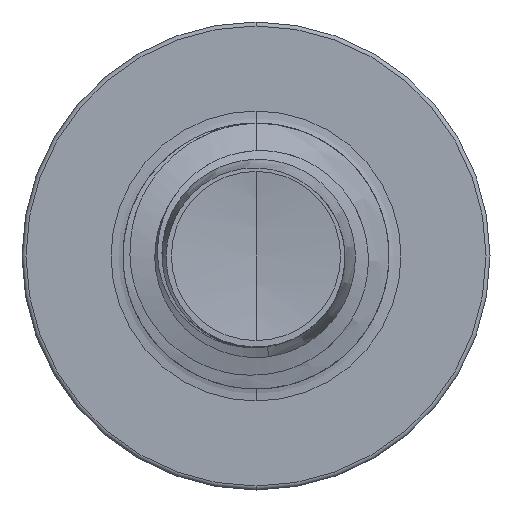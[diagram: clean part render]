
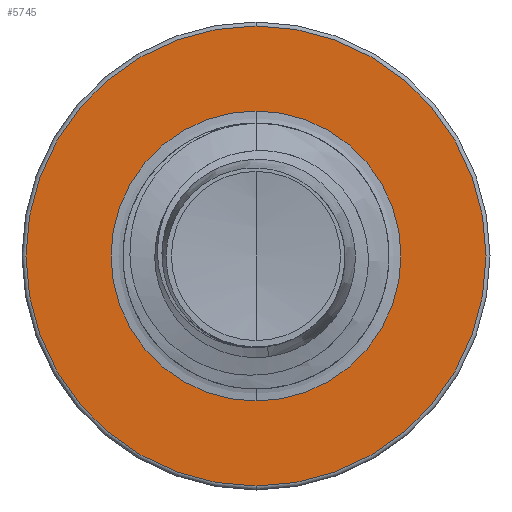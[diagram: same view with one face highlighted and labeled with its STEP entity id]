
A CAD part, front view. The second image highlights one B-rep face of the part: STEP entity #5745.
In plain terms, the highlighted planar face has unit normal (0, -1, 0).
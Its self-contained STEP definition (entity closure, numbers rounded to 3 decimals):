
#487 = AXIS2_PLACEMENT_3D ( 'NONE', #17917, #6300, #19497 ) ;
#3101 = AXIS2_PLACEMENT_3D ( 'NONE', #4079, #17834, #6192 ) ;
#4079 = CARTESIAN_POINT ( 'NONE',  ( 0., 8., 0. ) ) ;
#5592 = VERTEX_POINT ( 'NONE', #19388 ) ;
#5745 = ADVANCED_FACE ( 'NONE', ( #19543, #10377 ), #11616, .F. ) ;
#5854 = ORIENTED_EDGE ( 'NONE', *, *, #6461, .F. ) ;
#5952 = ORIENTED_EDGE ( 'NONE', *, *, #20943, .F. ) ;
#6055 = ORIENTED_EDGE ( 'NONE', *, *, #21875, .T. ) ;
#6192 = DIRECTION ( 'NONE',  ( 0., 0., 1. ) ) ;
#6300 = DIRECTION ( 'NONE',  ( 0., 1., 0. ) ) ;
#6383 = ORIENTED_EDGE ( 'NONE', *, *, #21224, .T. ) ;
#6461 = EDGE_CURVE ( 'NONE', #5592, #23158, #13249, .T. ) ;
#7118 = DIRECTION ( 'NONE',  ( 0., 0., 1. ) ) ;
#7147 = DIRECTION ( 'NONE',  ( 0., 1., 0. ) ) ;
#7155 = CARTESIAN_POINT ( 'NONE',  ( 0., 8., 0. ) ) ;
#7996 = EDGE_LOOP ( 'NONE', ( #6055, #6383 ) ) ;
#8229 = VERTEX_POINT ( 'NONE', #9471 ) ;
#9471 = CARTESIAN_POINT ( 'NONE',  ( 0., 8., -1.363 ) ) ;
#9700 = CIRCLE ( 'NONE', #487, 1.363 ) ;
#10377 = FACE_BOUND ( 'NONE', #7996, .T. ) ;
#10810 = CARTESIAN_POINT ( 'NONE',  ( 0., 8., 0. ) ) ;
#10940 = CIRCLE ( 'NONE', #12486, 2.163 ) ;
#11242 = CIRCLE ( 'NONE', #3101, 1.363 ) ;
#11552 = DIRECTION ( 'NONE',  ( 0., 0., 1. ) ) ;
#11558 = DIRECTION ( 'NONE',  ( 0., 1., 0. ) ) ;
#11616 = PLANE ( 'NONE',  #23263 ) ;
#11796 = AXIS2_PLACEMENT_3D ( 'NONE', #7155, #7147, #7118 ) ;
#11864 = CARTESIAN_POINT ( 'NONE',  ( 0., 8., -1.363 ) ) ;
#12486 = AXIS2_PLACEMENT_3D ( 'NONE', #10810, #22689, #12886 ) ;
#12886 = DIRECTION ( 'NONE',  ( 0., 0., 1. ) ) ;
#13249 = CIRCLE ( 'NONE', #11796, 2.163 ) ;
#14726 = CARTESIAN_POINT ( 'NONE',  ( 0., 8., -2.162 ) ) ;
#17834 = DIRECTION ( 'NONE',  ( 0., 1., 0. ) ) ;
#17917 = CARTESIAN_POINT ( 'NONE',  ( 0., 8., 0. ) ) ;
#18959 = CARTESIAN_POINT ( 'NONE',  ( 0., 8., 1.363 ) ) ;
#19388 = CARTESIAN_POINT ( 'NONE',  ( 0., 8., 2.163 ) ) ;
#19480 = EDGE_LOOP ( 'NONE', ( #5854, #5952 ) ) ;
#19497 = DIRECTION ( 'NONE',  ( 0., 0., 1. ) ) ;
#19543 = FACE_OUTER_BOUND ( 'NONE', #19480, .T. ) ;
#20142 = VERTEX_POINT ( 'NONE', #18959 ) ;
#20943 = EDGE_CURVE ( 'NONE', #23158, #5592, #10940, .T. ) ;
#21224 = EDGE_CURVE ( 'NONE', #8229, #20142, #9700, .T. ) ;
#21875 = EDGE_CURVE ( 'NONE', #20142, #8229, #11242, .T. ) ;
#22689 = DIRECTION ( 'NONE',  ( 0., 1., 0. ) ) ;
#23158 = VERTEX_POINT ( 'NONE', #14726 ) ;
#23263 = AXIS2_PLACEMENT_3D ( 'NONE', #11864, #11558, #11552 ) ;
